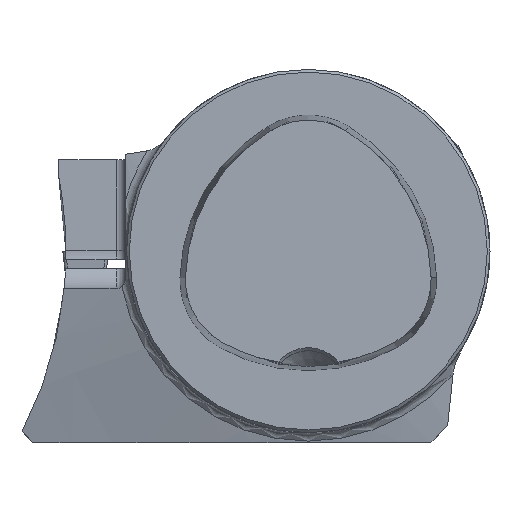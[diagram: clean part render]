
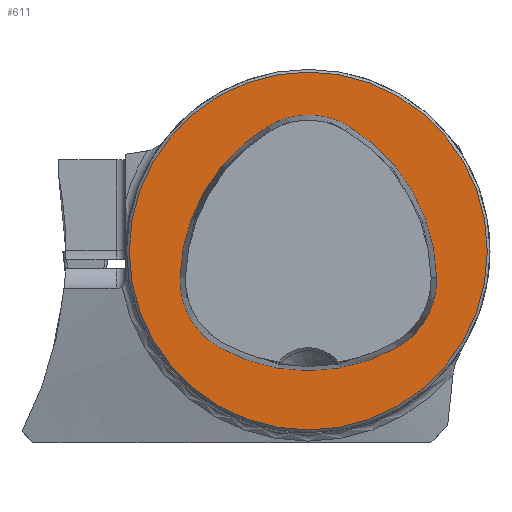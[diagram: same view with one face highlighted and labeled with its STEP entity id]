
A CAD part, top view. The second image highlights one B-rep face of the part: STEP entity #611.
In plain terms, the highlighted planar face has unit normal (0, 0, 1).
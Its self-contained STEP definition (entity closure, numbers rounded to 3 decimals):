
#110=FACE_BOUND('',#852,.T.);
#111=FACE_BOUND('',#853,.T.);
#131=PLANE('',#2329);
#611=ADVANCED_FACE('CU_FL_N1_SU_1',(#110,#111),#131,.T.);
#852=EDGE_LOOP('',(#1214,#1215,#1216,#1217,#1218,#1219));
#853=EDGE_LOOP('',(#1220));
#956=CIRCLE('',#2320,20.063);
#958=CIRCLE('',#2323,20.063);
#959=CIRCLE('',#2324,8.563);
#960=CIRCLE('',#2325,20.063);
#961=CIRCLE('',#2326,8.563);
#962=CIRCLE('',#2327,8.563);
#963=CIRCLE('',#2328,19.7);
#1214=ORIENTED_EDGE('',*,*,#1983,.F.);
#1215=ORIENTED_EDGE('',*,*,#1984,.F.);
#1216=ORIENTED_EDGE('',*,*,#1985,.F.);
#1217=ORIENTED_EDGE('',*,*,#1986,.F.);
#1218=ORIENTED_EDGE('',*,*,#1980,.F.);
#1219=ORIENTED_EDGE('',*,*,#1987,.F.);
#1220=ORIENTED_EDGE('',*,*,#1988,.T.);
#1740=VERTEX_POINT('',#3859);
#1741=VERTEX_POINT('',#3861);
#1743=VERTEX_POINT('',#3867);
#1744=VERTEX_POINT('',#3868);
#1745=VERTEX_POINT('',#3870);
#1746=VERTEX_POINT('',#3872);
#1747=VERTEX_POINT('',#3876);
#1980=EDGE_CURVE('',#1740,#1741,#956,.T.);
#1983=EDGE_CURVE('',#1743,#1744,#958,.T.);
#1984=EDGE_CURVE('',#1745,#1743,#959,.T.);
#1985=EDGE_CURVE('',#1746,#1745,#960,.T.);
#1986=EDGE_CURVE('',#1741,#1746,#961,.T.);
#1987=EDGE_CURVE('',#1744,#1740,#962,.T.);
#1988=EDGE_CURVE('',#1747,#1747,#963,.T.);
#2320=AXIS2_PLACEMENT_3D('',#3860,#2662,#2663);
#2323=AXIS2_PLACEMENT_3D('',#3866,#2669,#2670);
#2324=AXIS2_PLACEMENT_3D('',#3869,#2671,#2672);
#2325=AXIS2_PLACEMENT_3D('',#3871,#2673,#2674);
#2326=AXIS2_PLACEMENT_3D('',#3873,#2675,#2676);
#2327=AXIS2_PLACEMENT_3D('',#3874,#2677,#2678);
#2328=AXIS2_PLACEMENT_3D('',#3875,#2679,#2680);
#2329=AXIS2_PLACEMENT_3D('',#3877,#2681,#2682);
#2662=DIRECTION('',(0.,0.,1.));
#2663=DIRECTION('',(1.,0.,0.));
#2669=DIRECTION('',(0.,0.,1.));
#2670=DIRECTION('',(1.,0.,0.));
#2671=DIRECTION('',(0.,0.,1.));
#2672=DIRECTION('',(1.,0.,0.));
#2673=DIRECTION('',(0.,0.,1.));
#2674=DIRECTION('',(1.,0.,0.));
#2675=DIRECTION('',(0.,0.,1.));
#2676=DIRECTION('',(1.,0.,0.));
#2677=DIRECTION('',(0.,0.,1.));
#2678=DIRECTION('',(1.,0.,0.));
#2679=DIRECTION('',(0.,0.,1.));
#2680=DIRECTION('',(1.,0.,0.));
#2681=DIRECTION('',(0.,0.,1.));
#2682=DIRECTION('',(1.,0.,0.));
#3859=CARTESIAN_POINT('',(-9.704,-10.66,0.));
#3860=CARTESIAN_POINT('',(0.,6.9,0.));
#3861=CARTESIAN_POINT('',(9.704,-10.66,0.));
#3866=CARTESIAN_POINT('',(5.934,-3.451,0.));
#3867=CARTESIAN_POINT('',(-4.418,13.735,0.));
#3868=CARTESIAN_POINT('',(-14.123,-2.953,0.));
#3869=CARTESIAN_POINT('',(0.,6.4,0.));
#3870=CARTESIAN_POINT('',(4.418,13.735,0.));
#3871=CARTESIAN_POINT('',(-5.934,-3.451,0.));
#3872=CARTESIAN_POINT('',(14.123,-2.953,0.));
#3873=CARTESIAN_POINT('',(5.562,-3.165,0.));
#3874=CARTESIAN_POINT('',(-5.562,-3.165,0.));
#3875=CARTESIAN_POINT('',(0.,0.,0.));
#3876=CARTESIAN_POINT('',(19.7,0.,0.));
#3877=CARTESIAN_POINT('',(0.,0.,0.));
